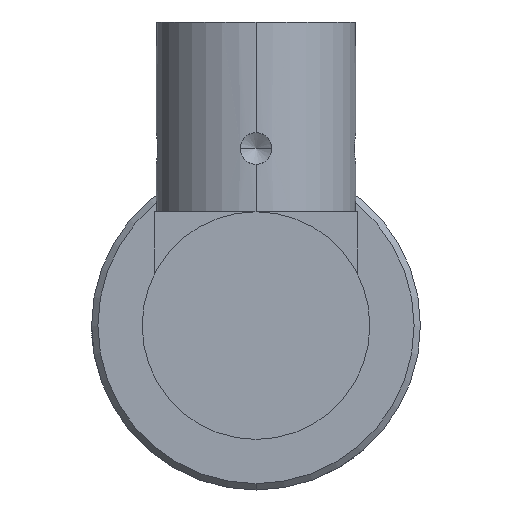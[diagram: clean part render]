
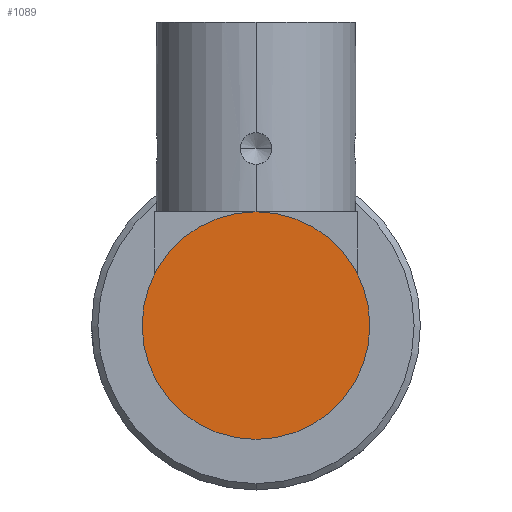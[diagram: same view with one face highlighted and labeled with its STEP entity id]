
A CAD part, left-side view. The second image highlights one B-rep face of the part: STEP entity #1089.
In plain terms, the highlighted planar face has unit normal (-1, 0, 0).
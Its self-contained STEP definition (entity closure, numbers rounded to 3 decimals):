
#52 = EDGE_CURVE ( 'NONE', #1890, #1589, #480, .T. ) ;
#70 = DIRECTION ( 'NONE',  ( 0., 0., 1. ) ) ;
#94 = CARTESIAN_POINT ( 'NONE',  ( -113.8, -9.108, 9.108 ) ) ;
#220 = DIRECTION ( 'NONE',  ( -1., 0., 0. ) ) ;
#472 = EDGE_CURVE ( 'NONE', #1589, #1890, #1946, .T. ) ;
#480 = CIRCLE ( 'NONE', #959, 9. ) ;
#488 = AXIS2_PLACEMENT_3D ( 'NONE', #1132, #220, #70 ) ;
#617 = CARTESIAN_POINT ( 'NONE',  ( -113.8, 0., -9. ) ) ;
#809 = DIRECTION ( 'NONE',  ( 0., 0., -1. ) ) ;
#876 = CARTESIAN_POINT ( 'NONE',  ( -113.8, 0., 9. ) ) ;
#959 = AXIS2_PLACEMENT_3D ( 'NONE', #1922, #2076, #2248 ) ;
#1089 = ADVANCED_FACE ( 'NONE', ( #2077 ), #1893, .F. ) ;
#1132 = CARTESIAN_POINT ( 'NONE',  ( -113.8, 0., 0. ) ) ;
#1551 = EDGE_LOOP ( 'NONE', ( #2146, #1661 ) ) ;
#1589 = VERTEX_POINT ( 'NONE', #876 ) ;
#1661 = ORIENTED_EDGE ( 'NONE', *, *, #52, .T. ) ;
#1864 = AXIS2_PLACEMENT_3D ( 'NONE', #94, #1898, #809 ) ;
#1890 = VERTEX_POINT ( 'NONE', #617 ) ;
#1893 = PLANE ( 'NONE',  #1864 ) ;
#1898 = DIRECTION ( 'NONE',  ( 1., 0., 0. ) ) ;
#1922 = CARTESIAN_POINT ( 'NONE',  ( -113.8, 0., 0. ) ) ;
#1946 = CIRCLE ( 'NONE', #488, 9. ) ;
#2076 = DIRECTION ( 'NONE',  ( -1., 0., 0. ) ) ;
#2077 = FACE_OUTER_BOUND ( 'NONE', #1551, .T. ) ;
#2146 = ORIENTED_EDGE ( 'NONE', *, *, #472, .T. ) ;
#2248 = DIRECTION ( 'NONE',  ( 0., 0., 1. ) ) ;
